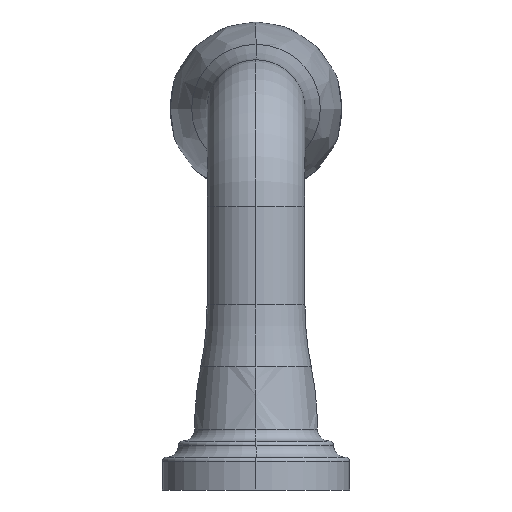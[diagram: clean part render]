
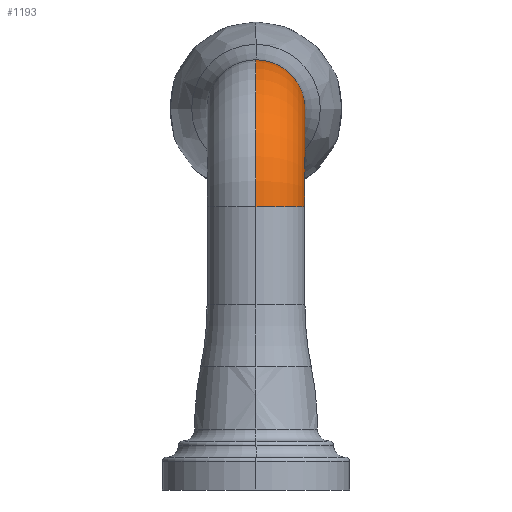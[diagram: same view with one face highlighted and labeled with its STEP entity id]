
A CAD part, left-side view. The second image highlights one B-rep face of the part: STEP entity #1193.
In plain terms, the highlighted toroidal (fillet/blend) face has major radius 5.994 mm and minor radius 2.997 mm.
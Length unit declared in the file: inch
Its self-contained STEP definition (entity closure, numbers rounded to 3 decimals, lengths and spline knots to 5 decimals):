
#2=CARTESIAN_POINT('',(0.236,0.,0.91927));
#3=DIRECTION('',(1.,0.,0.));
#4=DIRECTION('',(0.,0.,1.));
#5=AXIS2_PLACEMENT_3D('',#2,#3,#4);
#7=CARTESIAN_POINT('',(0.,0.,0.68327));
#8=DIRECTION('',(0.,0.,-1.));
#9=DIRECTION('',(1.,0.,0.));
#10=AXIS2_PLACEMENT_3D('',#7,#8,#9);
#12=CARTESIAN_POINT('',(0.236,0.,0.68327));
#13=DIRECTION('',(0.,-1.,0.));
#14=DIRECTION('',(0.,0.,1.));
#15=AXIS2_PLACEMENT_3D('',#12,#13,#14);
#22=CARTESIAN_POINT('',(0.236,0.,0.68327));
#23=DIRECTION('',(0.,1.,0.));
#24=DIRECTION('',(-1.,0.,0.));
#25=AXIS2_PLACEMENT_3D('',#22,#23,#24);
#966=CARTESIAN_POINT('',(0.236,0.,1.03727));
#967=CARTESIAN_POINT('',(-0.118,0.,0.68327));
#968=VERTEX_POINT('',#966);
#969=VERTEX_POINT('',#967);
#970=CARTESIAN_POINT('',(0.236,0.,0.80127));
#971=VERTEX_POINT('',#970);
#972=CARTESIAN_POINT('',(0.118,0.,0.68327));
#973=VERTEX_POINT('',#972);
#1178=CARTESIAN_POINT('',(0.236,0.,0.68327));
#1179=DIRECTION('',(0.,1.,0.));
#1180=DIRECTION('',(0.,0.,1.));
#1181=AXIS2_PLACEMENT_3D('',#1178,#1179,#1180);
#1182=TOROIDAL_SURFACE('',#1181,0.236,0.118);
#1184=ORIENTED_EDGE('',*,*,#1183,.F.);
#1186=ORIENTED_EDGE('',*,*,#1185,.T.);
#1188=ORIENTED_EDGE('',*,*,#1187,.F.);
#1190=ORIENTED_EDGE('',*,*,#1189,.T.);
#1191=EDGE_LOOP('',(#1184,#1186,#1188,#1190));
#1192=FACE_OUTER_BOUND('',#1191,.F.);
#1193=ADVANCED_FACE('',(#1192),#1182,.T.);
#6=CIRCLE('',#5,0.118);
#11=CIRCLE('',#10,0.118);
#16=CIRCLE('',#15,0.354);
#26=CIRCLE('',#25,0.118);
#1183=EDGE_CURVE('',#968,#969,#16,.T.);
#1185=EDGE_CURVE('',#968,#971,#6,.T.);
#1187=EDGE_CURVE('',#973,#971,#26,.T.);
#1189=EDGE_CURVE('',#973,#969,#11,.T.);
